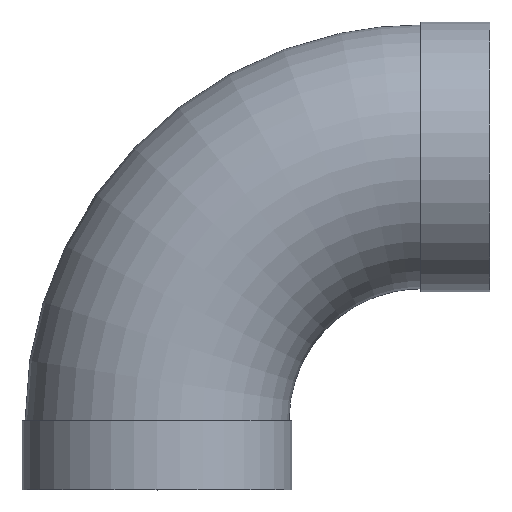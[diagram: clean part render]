
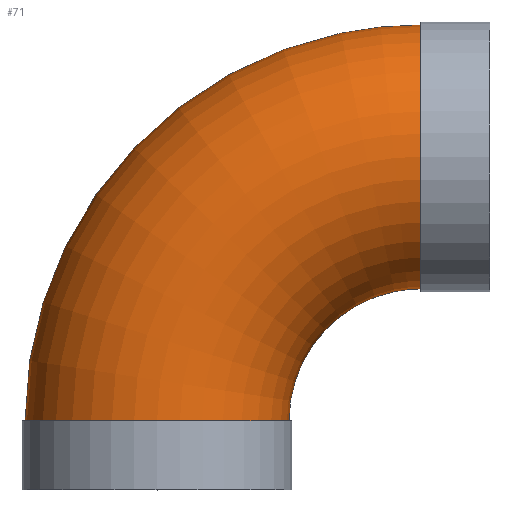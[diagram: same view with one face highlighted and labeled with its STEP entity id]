
A CAD part, top view. The second image highlights one B-rep face of the part: STEP entity #71.
In plain terms, the highlighted toroidal (fillet/blend) face has major radius 160 mm and minor radius 80 mm.
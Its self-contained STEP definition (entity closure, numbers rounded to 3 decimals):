
#71 = ADVANCED_FACE( '', ( #138, #139 ), #140, .T. );
#138 = FACE_OUTER_BOUND( '', #200, .T. );
#139 = FACE_OUTER_BOUND( '', #201, .T. );
#140 = TOROIDAL_SURFACE( '', #202, 160., 80. );
#200 = EDGE_LOOP( '', ( #262 ) );
#201 = EDGE_LOOP( '', ( #263 ) );
#202 = AXIS2_PLACEMENT_3D( '', #264, #265, #266 );
#262 = ORIENTED_EDGE( '', *, *, #302, .T. );
#263 = ORIENTED_EDGE( '', *, *, #315, .F. );
#264 = CARTESIAN_POINT( '', ( 160., 41.8, 0. ) );
#265 = DIRECTION( '', ( 0., 0., -1. ) );
#266 = DIRECTION( '', ( -1., 0., 0. ) );
#302 = EDGE_CURVE( '', #328, #328, #329, .T. );
#315 = EDGE_CURVE( '', #349, #349, #350, .T. );
#328 = VERTEX_POINT( '', #364 );
#329 = CIRCLE( '', #365, 80. );
#349 = VERTEX_POINT( '', #385 );
#350 = CIRCLE( '', #386, 80. );
#364 = CARTESIAN_POINT( '', ( 80., 41.8, 0. ) );
#365 = AXIS2_PLACEMENT_3D( '', #400, #401, #402 );
#385 = CARTESIAN_POINT( '', ( 160., 121.8, 0. ) );
#386 = AXIS2_PLACEMENT_3D( '', #424, #425, #426 );
#400 = CARTESIAN_POINT( '', ( 0., 41.8, 0. ) );
#401 = DIRECTION( '', ( 0., 1., 0. ) );
#402 = DIRECTION( '', ( 1., 0., 0. ) );
#424 = CARTESIAN_POINT( '', ( 160., 201.8, 0. ) );
#425 = DIRECTION( '', ( 1., 0., 0. ) );
#426 = DIRECTION( '', ( 0., -1., 0. ) );
